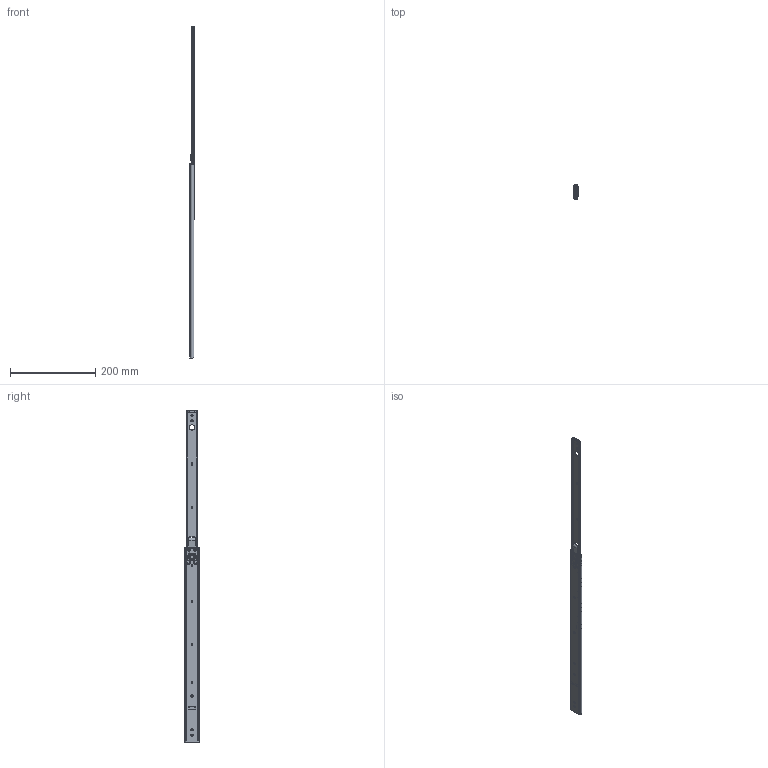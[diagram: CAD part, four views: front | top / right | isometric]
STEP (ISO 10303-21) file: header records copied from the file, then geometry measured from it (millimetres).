
FILE_DESCRIPTION(/* description */ ('Teilauszug Serie 016 457x232'),/* implementation_level */ '2;1');
FILE_NAME(/* name */ '07000053005.stp',/* time_stamp */ '2020-06-19T14:01:10+02:00',/* author */ ('Dennis Bruder'),/* organization */ (''),/* preprocessor_version */ 'ST-DEVELOPER v18',/* originating_system */ 'Autodesk Inventor 2020',/* authorisation */ '');
FILE_SCHEMA (('AUTOMOTIVE_DESIGN { 1 0 10303 214 3 1 1 }'));
Products named in the file (1): 07000053005
Bounding box: 9.5 x 35.2 x 780.3 mm (x, y, z)
Volume: 61345.4 mm3; surface area: 95978.4 mm2
Topology: 37 solids, 37 shells, 2212 faces, 6629 edges, 4258 vertices
Faces by surface type: plane 816, cylinder 559, bspline 423, cone 194, torus 176, sphere 44
Full cylindrical faces by diameter (mm): 4 x16, 4.9 x2, 5 x3, 6 x1, 12.7 x1
Entity records: 92100 total; most frequent: CARTESIAN_POINT 34679, ORIENTED_EDGE 12798, DIRECTION 10095, EDGE_CURVE 6399, VERTEX_POINT 4193, AXIS2_PLACEMENT_3D 3774, LINE 2547, VECTOR 2547
